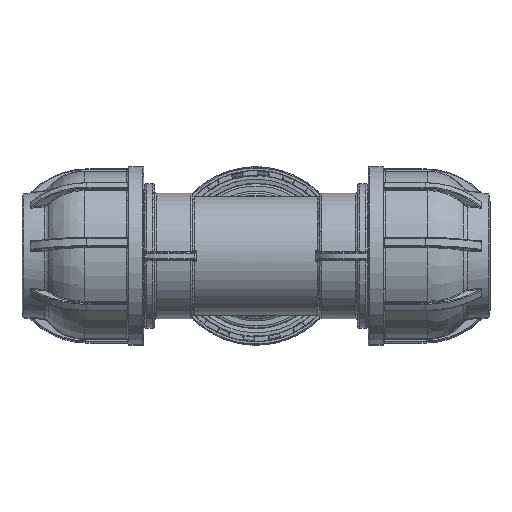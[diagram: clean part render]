
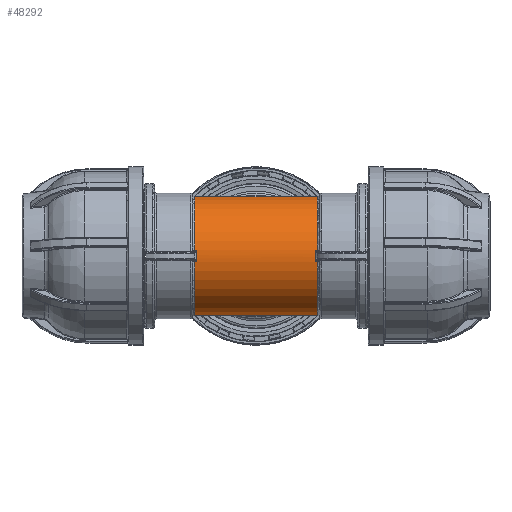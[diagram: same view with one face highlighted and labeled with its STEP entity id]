
A CAD part, front view. The second image highlights one B-rep face of the part: STEP entity #48292.
In plain terms, the highlighted cylindrical face has radius 28.75 mm (diameter 57.5 mm), a partial arc.
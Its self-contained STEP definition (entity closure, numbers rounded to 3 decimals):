
#11617 = VERTEX_POINT ( 'NONE', #43400 ) ;
#11618 = VERTEX_POINT ( 'NONE', #43401 ) ;
#11619 = VERTEX_POINT ( 'NONE', #43402 ) ;
#11620 = VERTEX_POINT ( 'NONE', #43403 ) ;
#11621 = VERTEX_POINT ( 'NONE', #43404 ) ;
#11622 = VERTEX_POINT ( 'NONE', #43405 ) ;
#11623 = VERTEX_POINT ( 'NONE', #43406 ) ;
#11624 = VERTEX_POINT ( 'NONE', #43407 ) ;
#11625 = VERTEX_POINT ( 'NONE', #43408 ) ;
#11626 = VERTEX_POINT ( 'NONE', #43409 ) ;
#11627 = VERTEX_POINT ( 'NONE', #43410 ) ;
#11628 = VERTEX_POINT ( 'NONE', #43411 ) ;
#11629 = VERTEX_POINT ( 'NONE', #43412 ) ;
#11630 = VERTEX_POINT ( 'NONE', #43413 ) ;
#14930 = EDGE_LOOP ( 'NONE', ( #15925, #15930, #15927, #15932, #15934, #15936, #15938, #15940, #15943, #15945, #15947, #15949, #15951, #15953 ) ) ;
#15925 = ORIENTED_EDGE ( 'NONE', *, *, #48624, .T. ) ;
#15927 = ORIENTED_EDGE ( 'NONE', *, *, #48627, .T. ) ;
#15930 = ORIENTED_EDGE ( 'NONE', *, *, #48626, .T. ) ;
#15932 = ORIENTED_EDGE ( 'NONE', *, *, #48628, .T. ) ;
#15934 = ORIENTED_EDGE ( 'NONE', *, *, #48629, .T. ) ;
#15936 = ORIENTED_EDGE ( 'NONE', *, *, #48630, .T. ) ;
#15938 = ORIENTED_EDGE ( 'NONE', *, *, #48631, .T. ) ;
#15940 = ORIENTED_EDGE ( 'NONE', *, *, #48632, .T. ) ;
#15943 = ORIENTED_EDGE ( 'NONE', *, *, #48633, .F. ) ;
#15945 = ORIENTED_EDGE ( 'NONE', *, *, #48634, .F. ) ;
#15947 = ORIENTED_EDGE ( 'NONE', *, *, #48635, .T. ) ;
#15949 = ORIENTED_EDGE ( 'NONE', *, *, #48636, .T. ) ;
#15951 = ORIENTED_EDGE ( 'NONE', *, *, #48637, .T. ) ;
#15953 = ORIENTED_EDGE ( 'NONE', *, *, #48638, .T. ) ;
#30985 = B_SPLINE_CURVE_WITH_KNOTS ( 'NONE', 3,
 ( #64859, #64861, #64863, #64865 ),
 .UNSPECIFIED., .F., .F.,
 ( 4, 4 ),
 ( 0., 0.006 ),
 .UNSPECIFIED. ) ;
#30986 = B_SPLINE_CURVE_WITH_KNOTS ( 'NONE', 3,
 ( #64899, #64901, #64903, #64905 ),
 .UNSPECIFIED., .F., .F.,
 ( 4, 4 ),
 ( 0., 0.006 ),
 .UNSPECIFIED. ) ;
#43400 = CARTESIAN_POINT ( 'NONE',  ( -28.693, -28.618, -2.754 ) ) ;
#43401 = CARTESIAN_POINT ( 'NONE',  ( -28.693, -28.618, 2.754 ) ) ;
#43402 = CARTESIAN_POINT ( 'NONE',  ( -29.75, 0., 28.75 ) ) ;
#43403 = CARTESIAN_POINT ( 'NONE',  ( -29.75, -28.618, 2.754 ) ) ;
#43404 = CARTESIAN_POINT ( 'NONE',  ( 0., 0., 28.75 ) ) ;
#43405 = CARTESIAN_POINT ( 'NONE',  ( 29.75, 0., 28.75 ) ) ;
#43406 = CARTESIAN_POINT ( 'NONE',  ( 29.75, -28.618, 2.754 ) ) ;
#43407 = CARTESIAN_POINT ( 'NONE',  ( 28.693, -28.618, 2.754 ) ) ;
#43408 = CARTESIAN_POINT ( 'NONE',  ( 28.693, -28.618, -2.754 ) ) ;
#43409 = CARTESIAN_POINT ( 'NONE',  ( 29.75, -28.618, -2.754 ) ) ;
#43410 = CARTESIAN_POINT ( 'NONE',  ( 29.75, 0., -28.75 ) ) ;
#43411 = CARTESIAN_POINT ( 'NONE',  ( 0., 0., -28.75 ) ) ;
#43412 = CARTESIAN_POINT ( 'NONE',  ( -29.75, -28.618, -2.754 ) ) ;
#43413 = CARTESIAN_POINT ( 'NONE',  ( -29.75, 0., -28.75 ) ) ;
#48292 = ADVANCED_FACE ( 'NONE', ( #53708 ), #53709, .T. ) ;
#48624 = EDGE_CURVE ( 'NONE', #11629, #11630, #65578, .T. ) ;
#48626 = EDGE_CURVE ( 'NONE', #11630, #11628, #53847, .T. ) ;
#48627 = EDGE_CURVE ( 'NONE', #11628, #11627, #53848, .T. ) ;
#48628 = EDGE_CURVE ( 'NONE', #11627, #11626, #65586, .T. ) ;
#48629 = EDGE_CURVE ( 'NONE', #11626, #11625, #53849, .T. ) ;
#48630 = EDGE_CURVE ( 'NONE', #11625, #11624, #30985, .T. ) ;
#48631 = EDGE_CURVE ( 'NONE', #11624, #11623, #53850, .T. ) ;
#48632 = EDGE_CURVE ( 'NONE', #11623, #11622, #65590, .T. ) ;
#48633 = EDGE_CURVE ( 'NONE', #11621, #11622, #53851, .T. ) ;
#48634 = EDGE_CURVE ( 'NONE', #11619, #11621, #53852, .T. ) ;
#48635 = EDGE_CURVE ( 'NONE', #11619, #11620, #65611, .T. ) ;
#48636 = EDGE_CURVE ( 'NONE', #11620, #11618, #53853, .T. ) ;
#48637 = EDGE_CURVE ( 'NONE', #11618, #11617, #30986, .T. ) ;
#48638 = EDGE_CURVE ( 'NONE', #11617, #11629, #53854, .T. ) ;
#52012 = AXIS2_PLACEMENT_3D ( 'NONE', #62006, #62007, #62008 ) ;
#53708 = FACE_OUTER_BOUND ( 'NONE', #14930, .T. ) ;
#53709 = CYLINDRICAL_SURFACE ( 'NONE', #52012, 28.75 ) ;
#53847 = LINE ( 'NONE', #64839, #65593 ) ;
#53848 = LINE ( 'NONE', #64844, #65596 ) ;
#53849 = LINE ( 'NONE', #64855, #65601 ) ;
#53850 = LINE ( 'NONE', #64868, #65606 ) ;
#53851 = LINE ( 'NONE', #64879, #65609 ) ;
#53852 = LINE ( 'NONE', #64884, #65613 ) ;
#53853 = LINE ( 'NONE', #64895, #65618 ) ;
#53854 = LINE ( 'NONE', #64908, #65622 ) ;
#62006 = CARTESIAN_POINT ( 'NONE',  ( 0., 0., 0. ) ) ;
#62007 = DIRECTION ( 'NONE',  ( 1., 0., 0. ) ) ;
#62008 = DIRECTION ( 'NONE',  ( 0., 0., 1. ) ) ;
#64817 = CARTESIAN_POINT ( 'NONE',  ( -29.75, 0., 0. ) ) ;
#64819 = DIRECTION ( 'NONE',  ( 1., 0., 0. ) ) ;
#64820 = DIRECTION ( 'NONE',  ( 0., 0., -1. ) ) ;
#64839 = CARTESIAN_POINT ( 'NONE',  ( 0., 0., -28.75 ) ) ;
#64841 = DIRECTION ( 'NONE',  ( 1., 0., 0. ) ) ;
#64844 = CARTESIAN_POINT ( 'NONE',  ( 0., 0., -28.75 ) ) ;
#64846 = DIRECTION ( 'NONE',  ( 1., 0., 0. ) ) ;
#64849 = CARTESIAN_POINT ( 'NONE',  ( 29.75, 0., 0. ) ) ;
#64850 = DIRECTION ( 'NONE',  ( -1., 0., 0. ) ) ;
#64852 = DIRECTION ( 'NONE',  ( 0., 0., 1. ) ) ;
#64855 = CARTESIAN_POINT ( 'NONE',  ( 0., -28.618, -2.754 ) ) ;
#64856 = DIRECTION ( 'NONE',  ( -1., 0., 0. ) ) ;
#64859 = CARTESIAN_POINT ( 'NONE',  ( 28.693, -28.618, -2.754 ) ) ;
#64861 = CARTESIAN_POINT ( 'NONE',  ( 28.807, -28.794, -0.924 ) ) ;
#64863 = CARTESIAN_POINT ( 'NONE',  ( 28.807, -28.794, 0.924 ) ) ;
#64865 = CARTESIAN_POINT ( 'NONE',  ( 28.693, -28.618, 2.754 ) ) ;
#64868 = CARTESIAN_POINT ( 'NONE',  ( 0., -28.618, 2.754 ) ) ;
#64870 = DIRECTION ( 'NONE',  ( 1., 0., 0. ) ) ;
#64873 = CARTESIAN_POINT ( 'NONE',  ( 29.75, 0., 0. ) ) ;
#64874 = DIRECTION ( 'NONE',  ( -1., 0., 0. ) ) ;
#64876 = DIRECTION ( 'NONE',  ( 0., 0., 1. ) ) ;
#64879 = CARTESIAN_POINT ( 'NONE',  ( 0., 0., 28.75 ) ) ;
#64881 = DIRECTION ( 'NONE',  ( 1., 0., 0. ) ) ;
#64884 = CARTESIAN_POINT ( 'NONE',  ( 0., 0., 28.75 ) ) ;
#64886 = DIRECTION ( 'NONE',  ( 1., 0., 0. ) ) ;
#64889 = CARTESIAN_POINT ( 'NONE',  ( -29.75, 0., 0. ) ) ;
#64891 = DIRECTION ( 'NONE',  ( 1., 0., 0. ) ) ;
#64892 = DIRECTION ( 'NONE',  ( 0., 0., -1. ) ) ;
#64895 = CARTESIAN_POINT ( 'NONE',  ( 0., -28.618, 2.754 ) ) ;
#64897 = DIRECTION ( 'NONE',  ( 1., 0., 0. ) ) ;
#64899 = CARTESIAN_POINT ( 'NONE',  ( -28.693, -28.618, 2.754 ) ) ;
#64901 = CARTESIAN_POINT ( 'NONE',  ( -28.807, -28.794, 0.924 ) ) ;
#64903 = CARTESIAN_POINT ( 'NONE',  ( -28.807, -28.794, -0.924 ) ) ;
#64905 = CARTESIAN_POINT ( 'NONE',  ( -28.693, -28.618, -2.754 ) ) ;
#64908 = CARTESIAN_POINT ( 'NONE',  ( 0., -28.618, -2.754 ) ) ;
#64910 = DIRECTION ( 'NONE',  ( -1., 0., 0. ) ) ;
#65578 = CIRCLE ( 'NONE', #65588, 28.75 ) ;
#65586 = CIRCLE ( 'NONE', #65597, 28.75 ) ;
#65588 = AXIS2_PLACEMENT_3D ( 'NONE', #64817, #64819, #64820 ) ;
#65590 = CIRCLE ( 'NONE', #65607, 28.75 ) ;
#65593 = VECTOR ( 'NONE', #64841, 1000. ) ;
#65596 = VECTOR ( 'NONE', #64846, 1000. ) ;
#65597 = AXIS2_PLACEMENT_3D ( 'NONE', #64849, #64850, #64852 ) ;
#65601 = VECTOR ( 'NONE', #64856, 1000. ) ;
#65606 = VECTOR ( 'NONE', #64870, 1000. ) ;
#65607 = AXIS2_PLACEMENT_3D ( 'NONE', #64873, #64874, #64876 ) ;
#65609 = VECTOR ( 'NONE', #64881, 1000. ) ;
#65611 = CIRCLE ( 'NONE', #65615, 28.75 ) ;
#65613 = VECTOR ( 'NONE', #64886, 1000. ) ;
#65615 = AXIS2_PLACEMENT_3D ( 'NONE', #64889, #64891, #64892 ) ;
#65618 = VECTOR ( 'NONE', #64897, 1000. ) ;
#65622 = VECTOR ( 'NONE', #64910, 1000. ) ;
